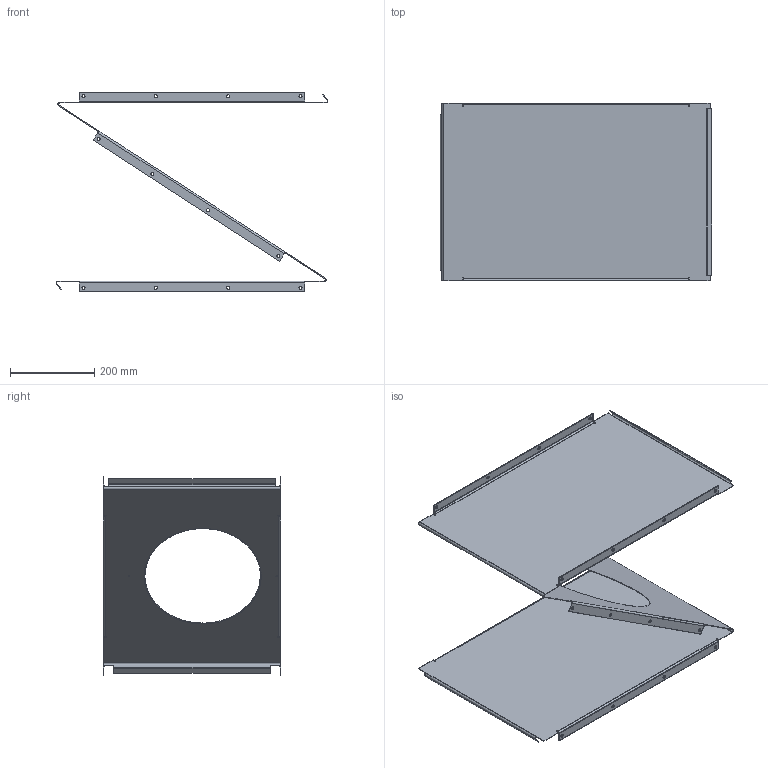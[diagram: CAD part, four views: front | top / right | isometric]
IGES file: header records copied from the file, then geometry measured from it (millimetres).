
Start section: SolidWorks IGES file using analytic representation for surfaces
Global section: file name: D1101804-v2_aLIGO ITM Elliptical Baffle Center Skin.IGS; native system: SolidWorks 2012; preprocessor: SolidWorks 2012; author: tnguyen; date: 120508.141752; units: inch
Bounding box: 644.59 x 420.8 x 473.36 mm (x, y, z)
Surface area: 1722165.1 mm2 (no closed solid volume)
Topology: 0 solids, 0 shells, 194 faces, 2975 edges, 2975 vertices
Faces by surface type: bspline 108, revolution 86
